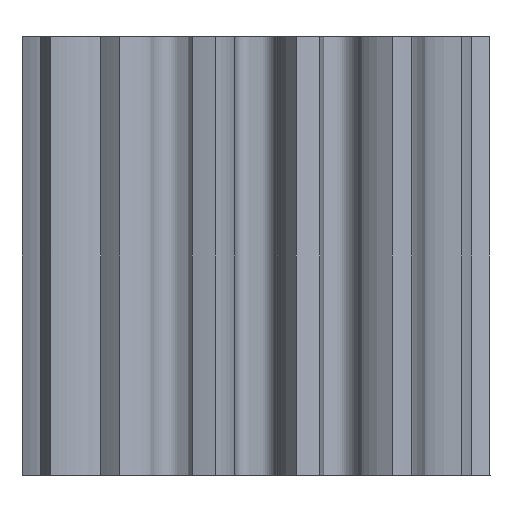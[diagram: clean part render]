
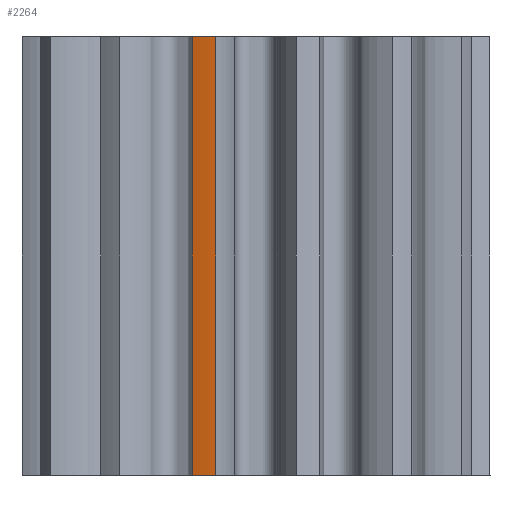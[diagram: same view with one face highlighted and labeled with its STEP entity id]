
A CAD part, left-side view. The second image highlights one B-rep face of the part: STEP entity #2264.
In plain terms, the highlighted cylindrical face has radius 10.16 mm (diameter 20.32 mm), a partial arc.
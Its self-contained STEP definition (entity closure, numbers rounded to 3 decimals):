
#5 = LINE ( 'NONE', #437, #2211 ) ;
#95 = ORIENTED_EDGE ( 'NONE', *, *, #4739, .F. ) ;
#147 = AXIS2_PLACEMENT_3D ( 'NONE', #1535, #4622, #1971 ) ;
#389 = ORIENTED_EDGE ( 'NONE', *, *, #1193, .T. ) ;
#437 = CARTESIAN_POINT ( 'NONE',  ( -9.778, 2.76, -9.525 ) ) ;
#667 = CARTESIAN_POINT ( 'NONE',  ( -9.778, 2.76, -9.525 ) ) ;
#674 = CARTESIAN_POINT ( 'NONE',  ( -10.007, 1.756, -9.525 ) ) ;
#890 = DIRECTION ( 'NONE',  ( 1., 0., 0. ) ) ;
#976 = DIRECTION ( 'NONE',  ( 0., 0., 1. ) ) ;
#1193 = EDGE_CURVE ( 'NONE', #3564, #3590, #5, .T. ) ;
#1304 = CARTESIAN_POINT ( 'NONE',  ( 0., 0., 9.525 ) ) ;
#1452 = VERTEX_POINT ( 'NONE', #674 ) ;
#1535 = CARTESIAN_POINT ( 'NONE',  ( 0., 0., -9.525 ) ) ;
#1552 = CARTESIAN_POINT ( 'NONE',  ( -9.778, 2.76, 9.525 ) ) ;
#1653 = CIRCLE ( 'NONE', #4584, 10.16 ) ;
#1743 = DIRECTION ( 'NONE',  ( 1., 0., 0. ) ) ;
#1893 = ORIENTED_EDGE ( 'NONE', *, *, #3410, .T. ) ;
#1971 = DIRECTION ( 'NONE',  ( 1., 0., 0. ) ) ;
#2211 = VECTOR ( 'NONE', #3070, 1000. ) ;
#2264 = ADVANCED_FACE ( 'NONE', ( #3299 ), #3159, .T. ) ;
#2271 = VERTEX_POINT ( 'NONE', #4862 ) ;
#2332 = AXIS2_PLACEMENT_3D ( 'NONE', #3530, #4416, #890 ) ;
#2478 = CIRCLE ( 'NONE', #147, 10.16 ) ;
#2746 = LINE ( 'NONE', #3602, #4951 ) ;
#2957 = EDGE_CURVE ( 'NONE', #1452, #2271, #2746, .T. ) ;
#3070 = DIRECTION ( 'NONE',  ( 0., 0., -1. ) ) ;
#3088 = EDGE_LOOP ( 'NONE', ( #95, #389, #1893, #3456 ) ) ;
#3159 = CYLINDRICAL_SURFACE ( 'NONE', #2332, 10.16 ) ;
#3299 = FACE_OUTER_BOUND ( 'NONE', #3088, .T. ) ;
#3410 = EDGE_CURVE ( 'NONE', #3590, #1452, #2478, .T. ) ;
#3456 = ORIENTED_EDGE ( 'NONE', *, *, #2957, .T. ) ;
#3530 = CARTESIAN_POINT ( 'NONE',  ( 0., 0., 0. ) ) ;
#3564 = VERTEX_POINT ( 'NONE', #1552 ) ;
#3590 = VERTEX_POINT ( 'NONE', #667 ) ;
#3602 = CARTESIAN_POINT ( 'NONE',  ( -10.007, 1.756, -9.525 ) ) ;
#4387 = DIRECTION ( 'NONE',  ( 0., 0., 1. ) ) ;
#4416 = DIRECTION ( 'NONE',  ( 0., 0., 1. ) ) ;
#4584 = AXIS2_PLACEMENT_3D ( 'NONE', #1304, #4387, #1743 ) ;
#4622 = DIRECTION ( 'NONE',  ( 0., 0., 1. ) ) ;
#4739 = EDGE_CURVE ( 'NONE', #3564, #2271, #1653, .T. ) ;
#4862 = CARTESIAN_POINT ( 'NONE',  ( -10.007, 1.756, 9.525 ) ) ;
#4951 = VECTOR ( 'NONE', #976, 1000. ) ;
